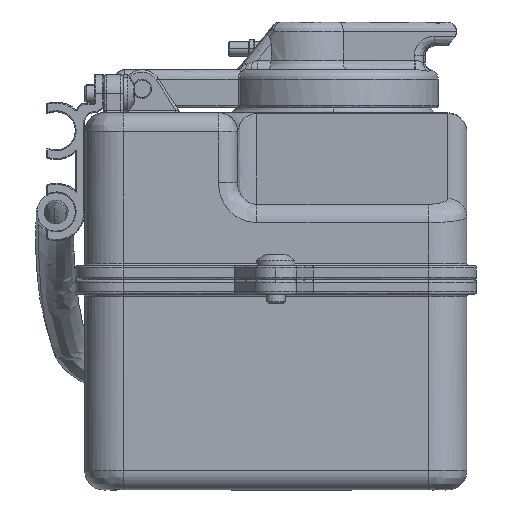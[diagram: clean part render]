
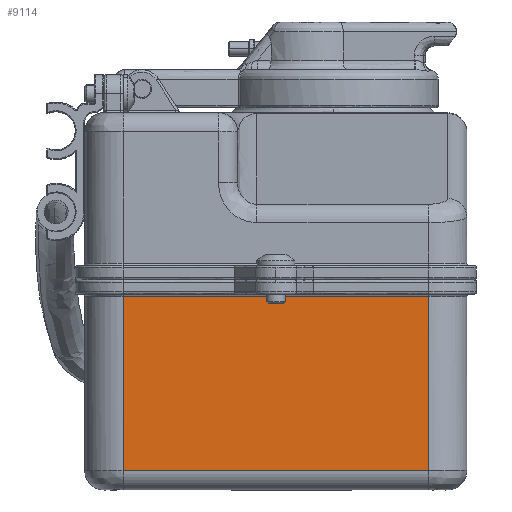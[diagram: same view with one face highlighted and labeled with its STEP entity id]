
A CAD part, left-side view. The second image highlights one B-rep face of the part: STEP entity #9114.
In plain terms, the highlighted free-form (B-spline) face has degree [1, 1] with [2, 2] control points.
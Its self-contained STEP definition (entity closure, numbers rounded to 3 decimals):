
#9086 = EDGE_CURVE('',#9087,#9089,#9091,.T.);
#9087 = VERTEX_POINT('',#9088);
#9088 = CARTESIAN_POINT('',(2.88,59.172,
    68.402));
#9089 = VERTEX_POINT('',#9090);
#9090 = CARTESIAN_POINT('',(2.88,59.172,
    53.784));
#9091 = B_SPLINE_CURVE_WITH_KNOTS('',1,(#9092,#9093),.UNSPECIFIED.,.F.,
  .F.,(2,2),(-8.25,10.),.PIECEWISE_BEZIER_KNOTS.);
#9092 = CARTESIAN_POINT('',(2.88,59.172,
    68.402));
#9093 = CARTESIAN_POINT('',(2.88,59.172,
    53.784));
#9114 = ADVANCED_FACE('',(#9115),#9137,.F.);
#9115 = FACE_BOUND('',#9116,.T.);
#9116 = EDGE_LOOP('',(#9117,#9126,#9131,#9132));
#9117 = ORIENTED_EDGE('',*,*,#9118,.F.);
#9118 = EDGE_CURVE('',#9119,#9121,#9123,.T.);
#9119 = VERTEX_POINT('',#9120);
#9120 = CARTESIAN_POINT('',(2.88,33.54,
    68.402));
#9121 = VERTEX_POINT('',#9122);
#9122 = CARTESIAN_POINT('',(2.88,33.54,
    53.784));
#9123 = B_SPLINE_CURVE_WITH_KNOTS('',1,(#9124,#9125),.UNSPECIFIED.,.F.,
  .F.,(2,2),(-8.25,10.),.PIECEWISE_BEZIER_KNOTS.);
#9124 = CARTESIAN_POINT('',(2.88,33.54,
    68.402));
#9125 = CARTESIAN_POINT('',(2.88,33.54,
    53.784));
#9126 = ORIENTED_EDGE('',*,*,#9127,.T.);
#9127 = EDGE_CURVE('',#9119,#9087,#9128,.T.);
#9128 = B_SPLINE_CURVE_WITH_KNOTS('',1,(#9129,#9130),.UNSPECIFIED.,.F.,
  .F.,(2,2),(-32.,0.),.PIECEWISE_BEZIER_KNOTS.);
#9129 = CARTESIAN_POINT('',(2.88,33.54,
    68.402));
#9130 = CARTESIAN_POINT('',(2.88,59.172,
    68.402));
#9131 = ORIENTED_EDGE('',*,*,#9086,.T.);
#9132 = ORIENTED_EDGE('',*,*,#9133,.T.);
#9133 = EDGE_CURVE('',#9089,#9121,#9134,.T.);
#9134 = B_SPLINE_CURVE_WITH_KNOTS('',1,(#9135,#9136),.UNSPECIFIED.,.F.,
  .F.,(2,2),(0.,32.),.PIECEWISE_BEZIER_KNOTS.);
#9135 = CARTESIAN_POINT('',(2.88,59.172,
    53.784));
#9136 = CARTESIAN_POINT('',(2.88,33.54,
    53.784));
#9137 = B_SPLINE_SURFACE_WITH_KNOTS('',1,1,(
    (#9138,#9139)
    ,(#9140,#9141
    )),.UNSPECIFIED.,.F.,.F.,.F.,(2,2),(2,2),(-8.25,10.),(-32.,0.),
  .PIECEWISE_BEZIER_KNOTS.);
#9138 = CARTESIAN_POINT('',(2.88,33.54,
    68.402));
#9139 = CARTESIAN_POINT('',(2.88,59.172,
    68.402));
#9140 = CARTESIAN_POINT('',(2.88,33.54,
    53.784));
#9141 = CARTESIAN_POINT('',(2.88,59.172,
    53.784));
